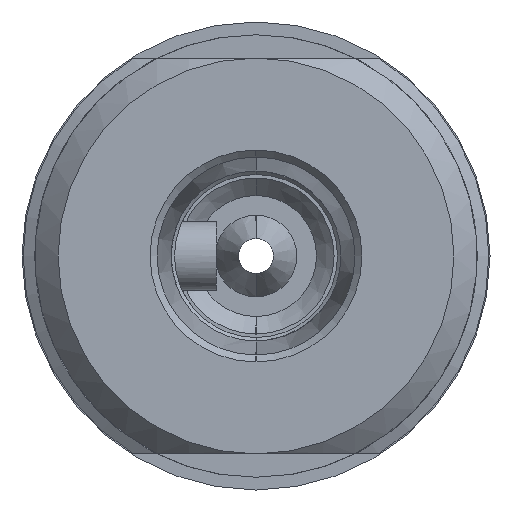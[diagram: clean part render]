
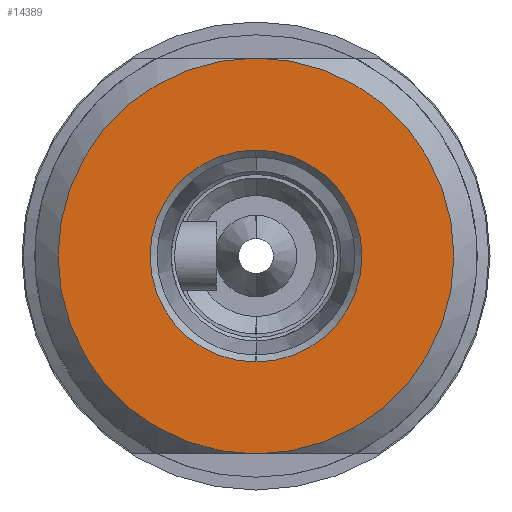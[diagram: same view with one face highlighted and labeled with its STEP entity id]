
A CAD part, left-side view. The second image highlights one B-rep face of the part: STEP entity #14389.
In plain terms, the highlighted planar face has unit normal (1, 0, 0).
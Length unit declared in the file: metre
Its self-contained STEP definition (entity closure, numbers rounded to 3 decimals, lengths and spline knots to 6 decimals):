
#14362=CARTESIAN_POINT('',(-0.003,-0.008602,0.0));
#14363=DIRECTION('',(1.0,0.0,0.0));
#14364=DIRECTION('',(0.0,0.0,-1.0));
#14365=AXIS2_PLACEMENT_3D('',#14362,#14363,#14364);
#14366=PLANE('',#14365);
#14367=CARTESIAN_POINT('',(-0.003,0.,0.0085));
#14368=VERTEX_POINT('',#14367);
#14369=CARTESIAN_POINT('',(-0.003,0.,0.0));
#14370=DIRECTION('',(1.0,0.0,0.0));
#14371=DIRECTION('',(0.0,0.0,-1.0));
#14372=AXIS2_PLACEMENT_3D('',#14369,#14370,#14371);
#14373=CIRCLE('',#14372,0.0085);
#14374=EDGE_CURVE('',#14368,#14368,#14373,.T.);
#14375=ORIENTED_EDGE('',*,*,#14374,.T.);
#14376=EDGE_LOOP('',(#14375));
#14377=FACE_OUTER_BOUND('',#14376,.T.);
#14378=CARTESIAN_POINT('',(-0.003,0.,-0.00455));
#14379=VERTEX_POINT('',#14378);
#14380=CARTESIAN_POINT('',(-0.003,0.0,0.0));
#14381=DIRECTION('',(-1.0,0.0,0.0));
#14382=DIRECTION('',(0.0,0.0,1.0));
#14383=AXIS2_PLACEMENT_3D('',#14380,#14381,#14382);
#14384=CIRCLE('',#14383,0.00455);
#14385=EDGE_CURVE('',#14379,#14379,#14384,.T.);
#14386=ORIENTED_EDGE('',*,*,#14385,.T.);
#14387=EDGE_LOOP('',(#14386));
#14388=FACE_BOUND('',#14387,.T.);
#14389=ADVANCED_FACE('',(#14377,#14388),#14366,.T.);
